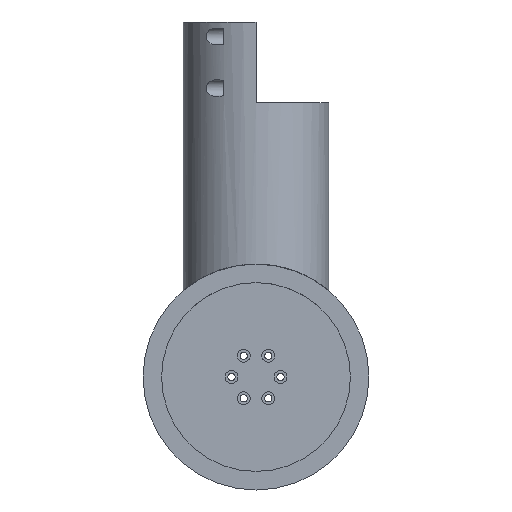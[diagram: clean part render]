
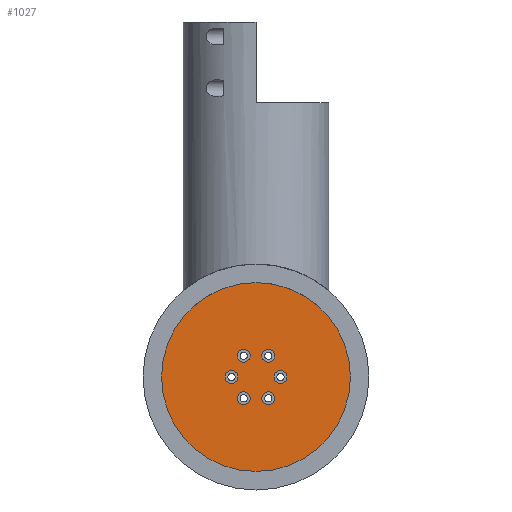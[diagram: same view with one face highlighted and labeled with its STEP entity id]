
A CAD part, front view. The second image highlights one B-rep face of the part: STEP entity #1027.
In plain terms, the highlighted planar face has unit normal (0, -1, 0).
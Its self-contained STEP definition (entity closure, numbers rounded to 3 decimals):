
#19 = DIRECTION ( 'NONE',  ( 0., -1., 0. ) ) ;
#22 = EDGE_LOOP ( 'NONE', ( #72, #664 ) ) ;
#31 = AXIS2_PLACEMENT_3D ( 'NONE', #2605, #175, #768 ) ;
#38 = AXIS2_PLACEMENT_3D ( 'NONE', #305, #1139, #275 ) ;
#48 = EDGE_CURVE ( 'NONE', #1434, #2498, #2383, .T. ) ;
#67 = DIRECTION ( 'NONE',  ( 0., 1., 0. ) ) ;
#72 = ORIENTED_EDGE ( 'NONE', *, *, #1419, .F. ) ;
#77 = CIRCLE ( 'NONE', #896, 4. ) ;
#79 = AXIS2_PLACEMENT_3D ( 'NONE', #2619, #798, #363 ) ;
#84 = CARTESIAN_POINT ( 'NONE',  ( 7.59, 112., 9.146 ) ) ;
#95 = DIRECTION ( 'NONE',  ( 0., -1., 0. ) ) ;
#111 = CIRCLE ( 'NONE', #1583, 4. ) ;
#158 = CIRCLE ( 'NONE', #1982, 4. ) ;
#165 = CIRCLE ( 'NONE', #502, 4. ) ;
#168 = CARTESIAN_POINT ( 'NONE',  ( -15.18, 112., 4. ) ) ;
#175 = DIRECTION ( 'NONE',  ( 0., -1., 0. ) ) ;
#200 = FACE_BOUND ( 'NONE', #22, .T. ) ;
#216 = CARTESIAN_POINT ( 'NONE',  ( -7.59, 112., -13.146 ) ) ;
#222 = ORIENTED_EDGE ( 'NONE', *, *, #737, .F. ) ;
#234 = DIRECTION ( 'NONE',  ( 0., 0., -1. ) ) ;
#235 = FACE_BOUND ( 'NONE', #1729, .T. ) ;
#275 = DIRECTION ( 'NONE',  ( 0., 0., -1. ) ) ;
#292 = EDGE_CURVE ( 'NONE', #2668, #1003, #815, .T. ) ;
#293 = CARTESIAN_POINT ( 'NONE',  ( 15.18, 112., 4. ) ) ;
#295 = DIRECTION ( 'NONE',  ( 0., 0., 1. ) ) ;
#305 = CARTESIAN_POINT ( 'NONE',  ( 7.59, 112., -13.146 ) ) ;
#314 = DIRECTION ( 'NONE',  ( 0., 0., -1. ) ) ;
#320 = EDGE_LOOP ( 'NONE', ( #1249, #2574 ) ) ;
#328 = AXIS2_PLACEMENT_3D ( 'NONE', #947, #375, #2037 ) ;
#344 = DIRECTION ( 'NONE',  ( 0., 0., -1. ) ) ;
#363 = DIRECTION ( 'NONE',  ( 0., 0., -1. ) ) ;
#364 = VERTEX_POINT ( 'NONE', #1338 ) ;
#375 = DIRECTION ( 'NONE',  ( 0., -1., 0. ) ) ;
#390 = CARTESIAN_POINT ( 'NONE',  ( -7.59, 112., 13.146 ) ) ;
#391 = CARTESIAN_POINT ( 'NONE',  ( 7.59, 112., -9.146 ) ) ;
#406 = FACE_BOUND ( 'NONE', #1475, .T. ) ;
#422 = CIRCLE ( 'NONE', #38, 4. ) ;
#430 = CIRCLE ( 'NONE', #1470, 4. ) ;
#455 = EDGE_CURVE ( 'NONE', #1356, #987, #77, .T. ) ;
#502 = AXIS2_PLACEMENT_3D ( 'NONE', #216, #19, #1276 ) ;
#593 = CARTESIAN_POINT ( 'NONE',  ( 0., 112., 0. ) ) ;
#621 = EDGE_CURVE ( 'NONE', #2416, #1077, #165, .T. ) ;
#631 = DIRECTION ( 'NONE',  ( 0., -1., 0. ) ) ;
#664 = ORIENTED_EDGE ( 'NONE', *, *, #1347, .F. ) ;
#691 = VERTEX_POINT ( 'NONE', #293 ) ;
#704 = ORIENTED_EDGE ( 'NONE', *, *, #927, .F. ) ;
#713 = CARTESIAN_POINT ( 'NONE',  ( -15.18, 112., -4. ) ) ;
#737 = EDGE_CURVE ( 'NONE', #1082, #1020, #422, .T. ) ;
#763 = CIRCLE ( 'NONE', #31, 4. ) ;
#768 = DIRECTION ( 'NONE',  ( 0., 0., -1. ) ) ;
#779 = VERTEX_POINT ( 'NONE', #992 ) ;
#792 = ORIENTED_EDGE ( 'NONE', *, *, #621, .F. ) ;
#798 = DIRECTION ( 'NONE',  ( 0., -1., 0. ) ) ;
#800 = DIRECTION ( 'NONE',  ( 0., -1., 0. ) ) ;
#814 = FACE_BOUND ( 'NONE', #320, .T. ) ;
#815 = CIRCLE ( 'NONE', #2681, 58.5 ) ;
#828 = CARTESIAN_POINT ( 'NONE',  ( 7.59, 112., 17.146 ) ) ;
#867 = CARTESIAN_POINT ( 'NONE',  ( -7.59, 112., -9.146 ) ) ;
#875 = ORIENTED_EDGE ( 'NONE', *, *, #2042, .F. ) ;
#896 = AXIS2_PLACEMENT_3D ( 'NONE', #1208, #800, #1364 ) ;
#924 = CARTESIAN_POINT ( 'NONE',  ( 15.18, 112., 0. ) ) ;
#927 = EDGE_CURVE ( 'NONE', #987, #1356, #1292, .T. ) ;
#947 = CARTESIAN_POINT ( 'NONE',  ( -15.18, 112., 0. ) ) ;
#949 = ORIENTED_EDGE ( 'NONE', *, *, #2079, .F. ) ;
#987 = VERTEX_POINT ( 'NONE', #828 ) ;
#992 = CARTESIAN_POINT ( 'NONE',  ( -7.59, 112., 9.146 ) ) ;
#1003 = VERTEX_POINT ( 'NONE', #2303 ) ;
#1020 = VERTEX_POINT ( 'NONE', #391 ) ;
#1027 = ADVANCED_FACE ( 'NONE', ( #2105, #814, #406, #200, #235, #1247, #2465 ), #1900, .F. ) ;
#1029 = VERTEX_POINT ( 'NONE', #1863 ) ;
#1033 = DIRECTION ( 'NONE',  ( 0., 1., 0. ) ) ;
#1077 = VERTEX_POINT ( 'NONE', #867 ) ;
#1082 = VERTEX_POINT ( 'NONE', #1318 ) ;
#1104 = ORIENTED_EDGE ( 'NONE', *, *, #1968, .F. ) ;
#1139 = DIRECTION ( 'NONE',  ( 0., -1., 0. ) ) ;
#1208 = CARTESIAN_POINT ( 'NONE',  ( 7.59, 112., 13.146 ) ) ;
#1218 = DIRECTION ( 'NONE',  ( 0., 0., 1. ) ) ;
#1242 = CIRCLE ( 'NONE', #328, 4. ) ;
#1247 = FACE_BOUND ( 'NONE', #2167, .T. ) ;
#1249 = ORIENTED_EDGE ( 'NONE', *, *, #2238, .F. ) ;
#1276 = DIRECTION ( 'NONE',  ( 0., 0., -1. ) ) ;
#1284 = AXIS2_PLACEMENT_3D ( 'NONE', #390, #2312, #234 ) ;
#1292 = CIRCLE ( 'NONE', #79, 4. ) ;
#1318 = CARTESIAN_POINT ( 'NONE',  ( 7.59, 112., -17.146 ) ) ;
#1319 = CIRCLE ( 'NONE', #1463, 4. ) ;
#1338 = CARTESIAN_POINT ( 'NONE',  ( -7.59, 112., 17.146 ) ) ;
#1347 = EDGE_CURVE ( 'NONE', #691, #1029, #430, .T. ) ;
#1356 = VERTEX_POINT ( 'NONE', #84 ) ;
#1364 = DIRECTION ( 'NONE',  ( 0., 0., -1. ) ) ;
#1390 = ORIENTED_EDGE ( 'NONE', *, *, #48, .F. ) ;
#1414 = DIRECTION ( 'NONE',  ( 0., -1., 0. ) ) ;
#1419 = EDGE_CURVE ( 'NONE', #1029, #691, #1319, .T. ) ;
#1420 = DIRECTION ( 'NONE',  ( 0., 1., 0. ) ) ;
#1434 = VERTEX_POINT ( 'NONE', #713 ) ;
#1443 = ORIENTED_EDGE ( 'NONE', *, *, #1890, .F. ) ;
#1463 = AXIS2_PLACEMENT_3D ( 'NONE', #1738, #95, #1559 ) ;
#1470 = AXIS2_PLACEMENT_3D ( 'NONE', #924, #1780, #2137 ) ;
#1475 = EDGE_LOOP ( 'NONE', ( #1624, #704 ) ) ;
#1559 = DIRECTION ( 'NONE',  ( 0., 0., -1. ) ) ;
#1583 = AXIS2_PLACEMENT_3D ( 'NONE', #2093, #631, #2492 ) ;
#1605 = CARTESIAN_POINT ( 'NONE',  ( -7.59, 112., -17.146 ) ) ;
#1624 = ORIENTED_EDGE ( 'NONE', *, *, #455, .F. ) ;
#1666 = CARTESIAN_POINT ( 'NONE',  ( 0., 112., 0. ) ) ;
#1680 = AXIS2_PLACEMENT_3D ( 'NONE', #2459, #1414, #344 ) ;
#1729 = EDGE_LOOP ( 'NONE', ( #222, #1443 ) ) ;
#1738 = CARTESIAN_POINT ( 'NONE',  ( 15.18, 112., 0. ) ) ;
#1780 = DIRECTION ( 'NONE',  ( 0., -1., 0. ) ) ;
#1788 = ORIENTED_EDGE ( 'NONE', *, *, #292, .F. ) ;
#1827 = EDGE_LOOP ( 'NONE', ( #949, #1788 ) ) ;
#1863 = CARTESIAN_POINT ( 'NONE',  ( 15.18, 112., -4. ) ) ;
#1890 = EDGE_CURVE ( 'NONE', #1020, #1082, #763, .T. ) ;
#1900 = PLANE ( 'NONE',  #1904 ) ;
#1904 = AXIS2_PLACEMENT_3D ( 'NONE', #593, #1033, #1218 ) ;
#1930 = CIRCLE ( 'NONE', #2676, 58.5 ) ;
#1968 = EDGE_CURVE ( 'NONE', #2498, #1434, #1242, .T. ) ;
#1982 = AXIS2_PLACEMENT_3D ( 'NONE', #2226, #2020, #314 ) ;
#2020 = DIRECTION ( 'NONE',  ( 0., -1., 0. ) ) ;
#2037 = DIRECTION ( 'NONE',  ( 0., 0., -1. ) ) ;
#2039 = EDGE_CURVE ( 'NONE', #364, #779, #2198, .T. ) ;
#2042 = EDGE_CURVE ( 'NONE', #1077, #2416, #111, .T. ) ;
#2079 = EDGE_CURVE ( 'NONE', #1003, #2668, #1930, .T. ) ;
#2093 = CARTESIAN_POINT ( 'NONE',  ( -7.59, 112., -13.146 ) ) ;
#2105 = FACE_BOUND ( 'NONE', #2227, .T. ) ;
#2136 = CARTESIAN_POINT ( 'NONE',  ( 0., 112., 0. ) ) ;
#2137 = DIRECTION ( 'NONE',  ( 0., 0., -1. ) ) ;
#2167 = EDGE_LOOP ( 'NONE', ( #792, #875 ) ) ;
#2198 = CIRCLE ( 'NONE', #1284, 4. ) ;
#2226 = CARTESIAN_POINT ( 'NONE',  ( -7.59, 112., 13.146 ) ) ;
#2227 = EDGE_LOOP ( 'NONE', ( #1390, #1104 ) ) ;
#2238 = EDGE_CURVE ( 'NONE', #779, #364, #158, .T. ) ;
#2261 = DIRECTION ( 'NONE',  ( 0., 0., 1. ) ) ;
#2303 = CARTESIAN_POINT ( 'NONE',  ( 0., 112., -58.5 ) ) ;
#2312 = DIRECTION ( 'NONE',  ( 0., -1., 0. ) ) ;
#2383 = CIRCLE ( 'NONE', #1680, 4. ) ;
#2416 = VERTEX_POINT ( 'NONE', #1605 ) ;
#2459 = CARTESIAN_POINT ( 'NONE',  ( -15.18, 112., 0. ) ) ;
#2465 = FACE_OUTER_BOUND ( 'NONE', #1827, .T. ) ;
#2492 = DIRECTION ( 'NONE',  ( 0., 0., -1. ) ) ;
#2498 = VERTEX_POINT ( 'NONE', #168 ) ;
#2567 = CARTESIAN_POINT ( 'NONE',  ( 0., 112., 58.5 ) ) ;
#2574 = ORIENTED_EDGE ( 'NONE', *, *, #2039, .F. ) ;
#2605 = CARTESIAN_POINT ( 'NONE',  ( 7.59, 112., -13.146 ) ) ;
#2619 = CARTESIAN_POINT ( 'NONE',  ( 7.59, 112., 13.146 ) ) ;
#2668 = VERTEX_POINT ( 'NONE', #2567 ) ;
#2676 = AXIS2_PLACEMENT_3D ( 'NONE', #1666, #1420, #2261 ) ;
#2681 = AXIS2_PLACEMENT_3D ( 'NONE', #2136, #67, #295 ) ;
